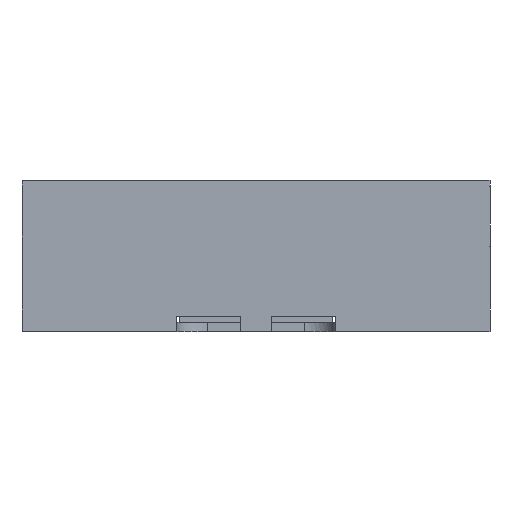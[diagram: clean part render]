
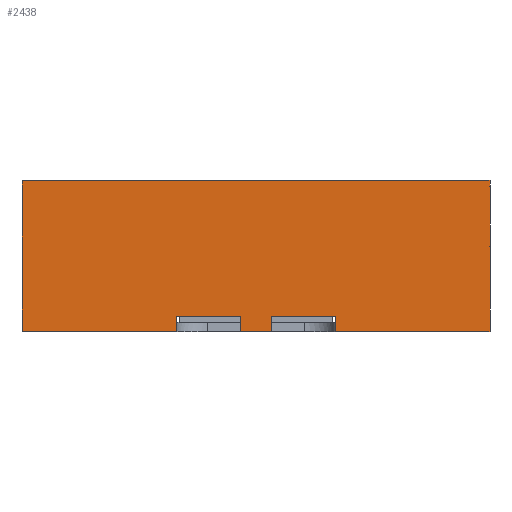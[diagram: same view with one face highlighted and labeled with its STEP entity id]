
A CAD part, front view. The second image highlights one B-rep face of the part: STEP entity #2438.
In plain terms, the highlighted planar face has unit normal (0, -1, 0).
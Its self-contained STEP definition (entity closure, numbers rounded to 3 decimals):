
#2346=AXIS2_PLACEMENT_3D('Plane Axis2P3D',#2343,#2344,#2345) ;
#617=CARTESIAN_POINT('Vertex',(15.,-10.75,2.2)) ;
#694=CARTESIAN_POINT('Vertex',(0.,-10.75,2.2)) ;
#933=CARTESIAN_POINT('Vertex',(0.,-10.75,-0.5)) ;
#936=CARTESIAN_POINT('Line Origine',(0.,-10.75,-0.25)) ;
#940=CARTESIAN_POINT('Vertex',(0.,-10.75,0.)) ;
#943=CARTESIAN_POINT('Line Origine',(0.,-10.75,1.1)) ;
#1095=CARTESIAN_POINT('Vertex',(15.,-10.75,-0.5)) ;
#1098=CARTESIAN_POINT('Line Origine',(12.525,-10.75,-0.5)) ;
#1102=CARTESIAN_POINT('Vertex',(10.05,-10.75,-0.5)) ;
#1137=CARTESIAN_POINT('Vertex',(4.95,-10.75,-0.5)) ;
#1140=CARTESIAN_POINT('Line Origine',(2.475,-10.75,-0.5)) ;
#1632=CARTESIAN_POINT('Vertex',(15.,-10.75,4.2)) ;
#1665=CARTESIAN_POINT('Vertex',(15.,-10.75,4.35)) ;
#1668=CARTESIAN_POINT('Line Origine',(15.,-10.75,4.275)) ;
#1691=CARTESIAN_POINT('Vertex',(7.,-10.75,-0.5)) ;
#1694=CARTESIAN_POINT('Line Origine',(7.,-10.75,-0.25)) ;
#1698=CARTESIAN_POINT('Vertex',(7.,-10.75,0.)) ;
#1760=CARTESIAN_POINT('Vertex',(8.,-10.75,-0.5)) ;
#1767=CARTESIAN_POINT('Vertex',(8.,-10.75,0.)) ;
#1770=CARTESIAN_POINT('Line Origine',(8.,-10.75,-0.25)) ;
#1856=CARTESIAN_POINT('Line Origine',(7.5,-10.75,-0.5)) ;
#1972=CARTESIAN_POINT('Line Origine',(0.,-10.75,4.275)) ;
#1976=CARTESIAN_POINT('Vertex',(0.,-10.75,4.2)) ;
#1978=CARTESIAN_POINT('Vertex',(0.,-10.75,4.35)) ;
#2055=CARTESIAN_POINT('Line Origine',(7.5,-10.75,4.35)) ;
#2343=CARTESIAN_POINT('Axis2P3D Location',(15.,-10.75,0.)) ;
#2348=CARTESIAN_POINT('Line Origine',(9.025,-10.75,0.)) ;
#2352=CARTESIAN_POINT('Vertex',(10.05,-10.75,0.)) ;
#2355=CARTESIAN_POINT('Line Origine',(10.05,-10.75,-0.25)) ;
#2360=CARTESIAN_POINT('Line Origine',(15.,-10.75,-0.25)) ;
#2364=CARTESIAN_POINT('Vertex',(15.,-10.75,0.)) ;
#2367=CARTESIAN_POINT('Line Origine',(15.,-10.75,1.1)) ;
#2372=CARTESIAN_POINT('Line Origine',(15.,-10.75,3.)) ;
#2376=CARTESIAN_POINT('Vertex',(15.,-10.75,3.8)) ;
#2379=CARTESIAN_POINT('Line Origine',(15.,-10.75,4.)) ;
#2384=CARTESIAN_POINT('Line Origine',(0.,-10.75,4.)) ;
#2388=CARTESIAN_POINT('Vertex',(0.,-10.75,3.8)) ;
#2391=CARTESIAN_POINT('Line Origine',(0.,-10.75,3.2)) ;
#2395=CARTESIAN_POINT('Vertex',(0.,-10.75,2.6)) ;
#2398=CARTESIAN_POINT('Line Origine',(0.,-10.75,2.4)) ;
#2403=CARTESIAN_POINT('Line Origine',(4.95,-10.75,-0.25)) ;
#2407=CARTESIAN_POINT('Vertex',(4.95,-10.75,0.)) ;
#2410=CARTESIAN_POINT('Line Origine',(5.975,-10.75,0.)) ;
#937=DIRECTION('Vector Direction',(0.,0.,-1.)) ;
#944=DIRECTION('Vector Direction',(0.,0.,1.)) ;
#1099=DIRECTION('Vector Direction',(1.,0.,0.)) ;
#1141=DIRECTION('Vector Direction',(1.,0.,0.)) ;
#1669=DIRECTION('Vector Direction',(0.,0.,1.)) ;
#1695=DIRECTION('Vector Direction',(0.,0.,-1.)) ;
#1771=DIRECTION('Vector Direction',(0.,0.,-1.)) ;
#1857=DIRECTION('Vector Direction',(-1.,0.,0.)) ;
#1973=DIRECTION('Vector Direction',(0.,0.,1.)) ;
#2056=DIRECTION('Vector Direction',(-1.,0.,0.)) ;
#2344=DIRECTION('Axis2P3D Direction',(0.,1.,-0.)) ;
#2345=DIRECTION('Axis2P3D XDirection',(-1.,0.,0.)) ;
#2349=DIRECTION('Vector Direction',(-1.,0.,0.)) ;
#2356=DIRECTION('Vector Direction',(0.,0.,-1.)) ;
#2361=DIRECTION('Vector Direction',(0.,0.,-1.)) ;
#2368=DIRECTION('Vector Direction',(0.,0.,1.)) ;
#2373=DIRECTION('Vector Direction',(0.,0.,1.)) ;
#2380=DIRECTION('Vector Direction',(0.,0.,1.)) ;
#2385=DIRECTION('Vector Direction',(0.,0.,1.)) ;
#2392=DIRECTION('Vector Direction',(0.,0.,1.)) ;
#2399=DIRECTION('Vector Direction',(0.,0.,1.)) ;
#2404=DIRECTION('Vector Direction',(0.,0.,-1.)) ;
#2411=DIRECTION('Vector Direction',(-1.,0.,0.)) ;
#938=VECTOR('Line Direction',#937,1.) ;
#945=VECTOR('Line Direction',#944,1.) ;
#1100=VECTOR('Line Direction',#1099,1.) ;
#1142=VECTOR('Line Direction',#1141,1.) ;
#1670=VECTOR('Line Direction',#1669,1.) ;
#1696=VECTOR('Line Direction',#1695,1.) ;
#1772=VECTOR('Line Direction',#1771,1.) ;
#1858=VECTOR('Line Direction',#1857,1.) ;
#1974=VECTOR('Line Direction',#1973,1.) ;
#2057=VECTOR('Line Direction',#2056,1.) ;
#2350=VECTOR('Line Direction',#2349,1.) ;
#2357=VECTOR('Line Direction',#2356,1.) ;
#2362=VECTOR('Line Direction',#2361,1.) ;
#2369=VECTOR('Line Direction',#2368,1.) ;
#2374=VECTOR('Line Direction',#2373,1.) ;
#2381=VECTOR('Line Direction',#2380,1.) ;
#2386=VECTOR('Line Direction',#2385,1.) ;
#2393=VECTOR('Line Direction',#2392,1.) ;
#2400=VECTOR('Line Direction',#2399,1.) ;
#2405=VECTOR('Line Direction',#2404,1.) ;
#2412=VECTOR('Line Direction',#2411,1.) ;
#2416=ORIENTED_EDGE('',*,*,#1860,.T.) ;
#2417=ORIENTED_EDGE('',*,*,#1774,.F.) ;
#2418=ORIENTED_EDGE('',*,*,#2354,.T.) ;
#2419=ORIENTED_EDGE('',*,*,#2359,.T.) ;
#2420=ORIENTED_EDGE('',*,*,#1104,.T.) ;
#2421=ORIENTED_EDGE('',*,*,#2366,.F.) ;
#2422=ORIENTED_EDGE('',*,*,#2371,.T.) ;
#2423=ORIENTED_EDGE('',*,*,#2378,.F.) ;
#2424=ORIENTED_EDGE('',*,*,#2383,.T.) ;
#2425=ORIENTED_EDGE('',*,*,#1672,.T.) ;
#2426=ORIENTED_EDGE('',*,*,#2059,.F.) ;
#2427=ORIENTED_EDGE('',*,*,#1980,.F.) ;
#2428=ORIENTED_EDGE('',*,*,#2390,.F.) ;
#2429=ORIENTED_EDGE('',*,*,#2397,.T.) ;
#2430=ORIENTED_EDGE('',*,*,#2402,.T.) ;
#2431=ORIENTED_EDGE('',*,*,#947,.F.) ;
#2432=ORIENTED_EDGE('',*,*,#942,.T.) ;
#2433=ORIENTED_EDGE('',*,*,#1144,.T.) ;
#2434=ORIENTED_EDGE('',*,*,#2409,.F.) ;
#2435=ORIENTED_EDGE('',*,*,#2414,.T.) ;
#2436=ORIENTED_EDGE('',*,*,#1700,.T.) ;
#2438=ADVANCED_FACE('Brep With Voids',(#2437),#2347,.F.) ;
#942=EDGE_CURVE('',#941,#934,#939,.T.) ;
#947=EDGE_CURVE('',#941,#695,#946,.T.) ;
#1104=EDGE_CURVE('',#1103,#1096,#1101,.T.) ;
#1144=EDGE_CURVE('',#934,#1138,#1143,.T.) ;
#1672=EDGE_CURVE('',#1633,#1666,#1671,.T.) ;
#1700=EDGE_CURVE('',#1699,#1692,#1697,.T.) ;
#1774=EDGE_CURVE('',#1768,#1761,#1773,.T.) ;
#1860=EDGE_CURVE('',#1692,#1761,#1859,.F.) ;
#1980=EDGE_CURVE('',#1977,#1979,#1975,.T.) ;
#2059=EDGE_CURVE('',#1979,#1666,#2058,.F.) ;
#2354=EDGE_CURVE('',#1768,#2353,#2351,.F.) ;
#2359=EDGE_CURVE('',#2353,#1103,#2358,.T.) ;
#2366=EDGE_CURVE('',#2365,#1096,#2363,.T.) ;
#2371=EDGE_CURVE('',#2365,#618,#2370,.T.) ;
#2378=EDGE_CURVE('',#2377,#618,#2375,.F.) ;
#2383=EDGE_CURVE('',#2377,#1633,#2382,.T.) ;
#2390=EDGE_CURVE('',#2389,#1977,#2387,.T.) ;
#2397=EDGE_CURVE('',#2389,#2396,#2394,.F.) ;
#2402=EDGE_CURVE('',#2396,#695,#2401,.F.) ;
#2409=EDGE_CURVE('',#2408,#1138,#2406,.T.) ;
#2414=EDGE_CURVE('',#2408,#1699,#2413,.F.) ;
#2415=EDGE_LOOP('',(#2416,#2417,#2418,#2419,#2420,#2421,#2422,#2423,#2424,#2425,#2426,#2427,#2428,#2429,#2430,#2431,#2432,#2433,#2434,#2435,#2436)) ;
#2437=FACE_OUTER_BOUND('',#2415,.T.) ;
#939=LINE('Line',#936,#938) ;
#946=LINE('Line',#943,#945) ;
#1101=LINE('Line',#1098,#1100) ;
#1143=LINE('Line',#1140,#1142) ;
#1671=LINE('Line',#1668,#1670) ;
#1697=LINE('Line',#1694,#1696) ;
#1773=LINE('Line',#1770,#1772) ;
#1859=LINE('Line',#1856,#1858) ;
#1975=LINE('Line',#1972,#1974) ;
#2058=LINE('Line',#2055,#2057) ;
#2351=LINE('Line',#2348,#2350) ;
#2358=LINE('Line',#2355,#2357) ;
#2363=LINE('Line',#2360,#2362) ;
#2370=LINE('Line',#2367,#2369) ;
#2375=LINE('Line',#2372,#2374) ;
#2382=LINE('Line',#2379,#2381) ;
#2387=LINE('Line',#2384,#2386) ;
#2394=LINE('Line',#2391,#2393) ;
#2401=LINE('Line',#2398,#2400) ;
#2406=LINE('Line',#2403,#2405) ;
#2413=LINE('Line',#2410,#2412) ;
#2347=PLANE('',#2346) ;
#618=VERTEX_POINT('',#617) ;
#695=VERTEX_POINT('',#694) ;
#934=VERTEX_POINT('',#933) ;
#941=VERTEX_POINT('',#940) ;
#1096=VERTEX_POINT('',#1095) ;
#1103=VERTEX_POINT('',#1102) ;
#1138=VERTEX_POINT('',#1137) ;
#1633=VERTEX_POINT('',#1632) ;
#1666=VERTEX_POINT('',#1665) ;
#1692=VERTEX_POINT('',#1691) ;
#1699=VERTEX_POINT('',#1698) ;
#1761=VERTEX_POINT('',#1760) ;
#1768=VERTEX_POINT('',#1767) ;
#1977=VERTEX_POINT('',#1976) ;
#1979=VERTEX_POINT('',#1978) ;
#2353=VERTEX_POINT('',#2352) ;
#2365=VERTEX_POINT('',#2364) ;
#2377=VERTEX_POINT('',#2376) ;
#2389=VERTEX_POINT('',#2388) ;
#2396=VERTEX_POINT('',#2395) ;
#2408=VERTEX_POINT('',#2407) ;
